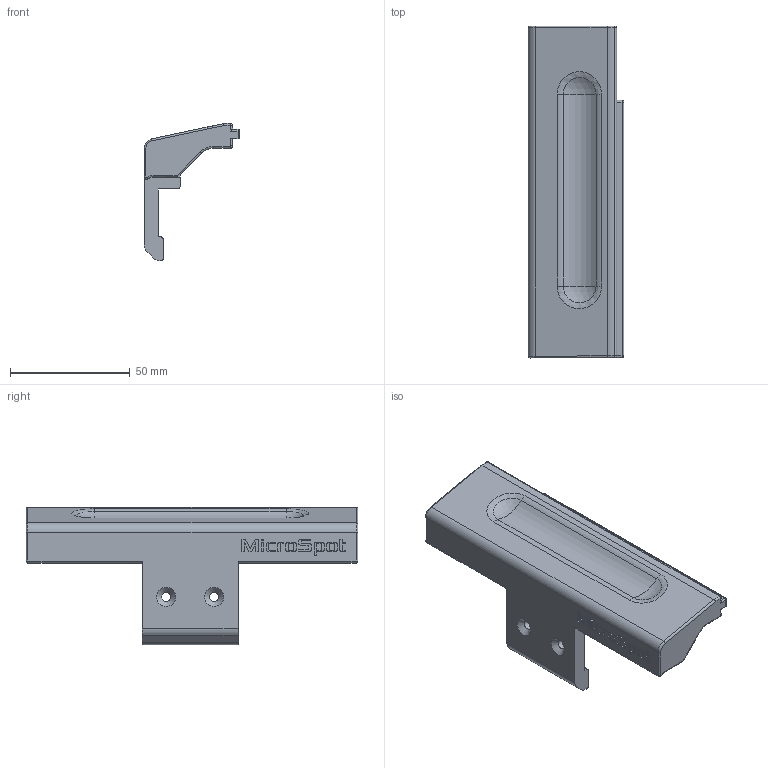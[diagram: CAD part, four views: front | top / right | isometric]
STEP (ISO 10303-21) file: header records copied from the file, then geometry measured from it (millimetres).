
FILE_DESCRIPTION(('FreeCAD Model'),'2;1');
FILE_NAME('LAxisShield.step','2018-06-20T18:42:11',( 'Author'),(''),'Open CASCADE STEP processor 6.9','FreeCAD','Unknown' );
FILE_SCHEMA(('AUTOMOTIVE_DESIGN_CC2 { 1 2 10303 214 -1 1 5 4 }'));
Length unit declared in the file: millimetre
Products named in the file (2): ASSEMBLY; LAxisShield
Assembly tree (1 placements, depth 2):
  ASSEMBLY
    LAxisShield
Bounding box: 40 x 138.5 x 57.49 mm (x, y, z)
Volume: 63921.9 mm3; surface area: 20554.6 mm2
Topology: 1 solids, 1 shells, 224 faces, 584 edges, 374 vertices
Faces by surface type: plane 125, cylinder 39, extrusion 36, torus 8, bspline 6, sphere 4, revolution 4, cone 2
Full cylindrical faces by diameter (mm): 3.8 x2
Entity records: 15873 total; most frequent: CARTESIAN_POINT 4348, DIRECTION 2024, VECTOR 1463, LINE 1427, ORIENTED_EDGE 1164, PCURVE 1164, DEFINITIONAL_REPRESENTATION 1164, EDGE_CURVE 582
